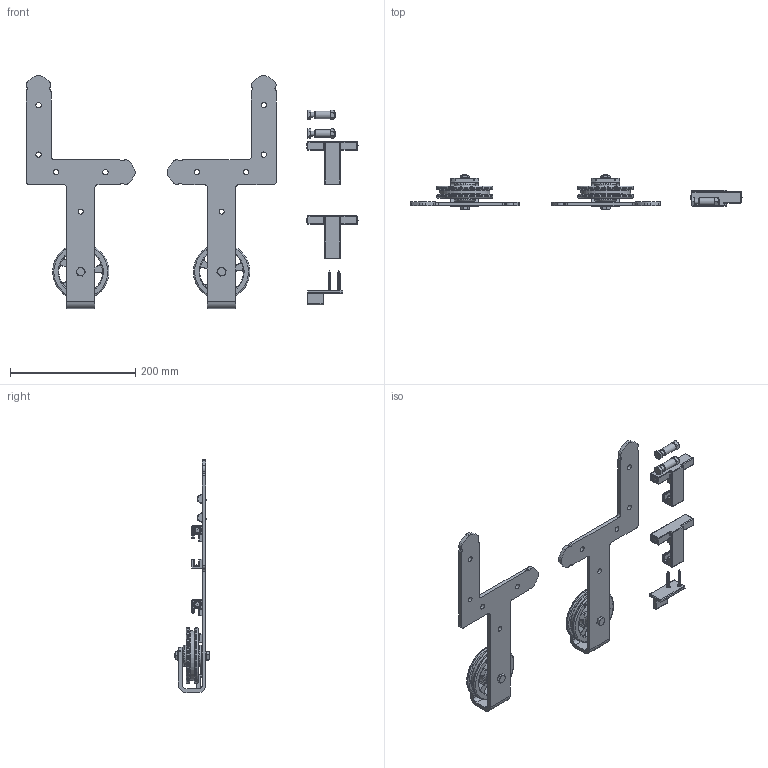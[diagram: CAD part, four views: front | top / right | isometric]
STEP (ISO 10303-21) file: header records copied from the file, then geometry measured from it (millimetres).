
FILE_DESCRIPTION(/* description */ (''),/* implementation_level */ '2;1');
FILE_NAME(/* name */ '.stp',/* time_stamp */ '2019-08-29T11:08:49+02:00',/* author */ ('WG'),/* organization */ (''),/* preprocessor_version */ 'ST-DEVELOPER v17.2',/* originating_system */ 'Autodesk Inventor 2019',/* authorisation */ '');
FILE_SCHEMA (('AUTOMOTIVE_DESIGN { 1 0 10303 214 3 1 1 }'));
Length unit declared in the file: millimetre
Products named in the file (25): RD-D-B; RD-A-B_butée; RD-A-B_butée corps; RD-A-B_butée plastique; RD-A-B_vis verrouillage butée; VAL-RD 030.00r00 Bottom guide standard; 1103R; DIN7997 4x35 Pz; VAL-RD 853.00r00 Idun Hanger(Left) with roller with holes; VAL-RD 851.01r00 Frame of Idun Hanger((Left); VAL-RD 854.00r00 Idun Hanger(Right)with roller with holes; DIN 439 - M8 x 1,25; DIN 6797 - A 8,4; VAL-RD 080.00r00 - Roller with holes; VAL-RD 080.01r00 - Roller with holes; DIN 625 SKF - SKF 628-2Z; Tube 10,5x16x12 - Dremec; DIN 988 (S) - 8x14; DIN 931-1 - M8 x 50; DIN 34815, PA6 _argip; VAL-RD 852.01r00 Frame of Idun Hanger((Right); VAl-RD 120.00r00 - Antyjumper Thor; Tube 8,2x12x25 (1111640000VR) black - Essentra Components; DIN 934 - M8 x 1,25; DIN 931-1 - M8 x 40
Assembly tree (37 placements, depth 4):
  RD-D-B
    RD-A-B_butée  x2
      RD-A-B_butée corps
      RD-A-B_butée plastique
      RD-A-B_vis verrouillage butée
    VAL-RD 030.00r00 Bottom guide standard
      1103R
      DIN7997 4x35 Pz  x2
    VAL-RD 853.00r00 Idun Hanger(Left) with roller with holes
      VAL-RD 851.01r00 Frame of Idun Hanger((Left)
      DIN 439 - M8 x 1,25
      DIN 6797 - A 8,4
      DIN 34815, PA6 _argip  x2
      VAL-RD 080.00r00 - Roller with holes
        VAL-RD 080.01r00 - Roller with holes
        DIN 625 SKF - SKF 628-2Z  x2
        Tube 10,5x16x12 - Dremec
        DIN 988 (S) - 8x14
      DIN 931-1 - M8 x 50
    VAL-RD 854.00r00 Idun Hanger(Right)with roller with holes
      DIN 439 - M8 x 1,25
      DIN 6797 - A 8,4
      DIN 34815, PA6 _argip  x2
      VAL-RD 080.00r00 - Roller with holes
        VAL-RD 080.01r00 - Roller with holes
        DIN 625 SKF - SKF 628-2Z  x2
        Tube 10,5x16x12 - Dremec
        DIN 988 (S) - 8x14
      DIN 931-1 - M8 x 50
      VAL-RD 852.01r00 Frame of Idun Hanger((Right)
    VAl-RD 120.00r00 - Antyjumper Thor  x2
      Tube 8,2x12x25 (1111640000VR) black - Essentra Components
      DIN 934 - M8 x 1,25
      DIN 931-1 - M8 x 40
Bounding box: 530.5 x 55.3 x 372.59 mm (x, y, z)
Volume: 520931.8 mm3; surface area: 226111.1 mm2
Topology: 41 solids, 41 shells, 1646 faces, 4327 edges, 2746 vertices
Faces by surface type: cylinder 604, plane 452, torus 318, cone 126, bspline 80, sphere 66
Full cylindrical faces by diameter (mm): 1.905 x2, 2.8 x32, 3.242 x4, 4 x4, 6 x2, 6.647 x4, 7.4 x2, 8 x14, 8.2 x8, 8.4 x8, 8.5 x8, 10 x6, 11.6 x4, 11.8 x2, 12 x2, 13.12 x8, 14 x2, 16 x4, 18.88 x8, 24 x6, 34 x4, 80 x2, 90 x4
Entity records: 40853 total; most frequent: CARTESIAN_POINT 18234, DIRECTION 4877, ORIENTED_EDGE 4426, EDGE_CURVE 2213, AXIS2_PLACEMENT_3D 2010, VERTEX_POINT 1408, CIRCLE 1096, EDGE_LOOP 947
